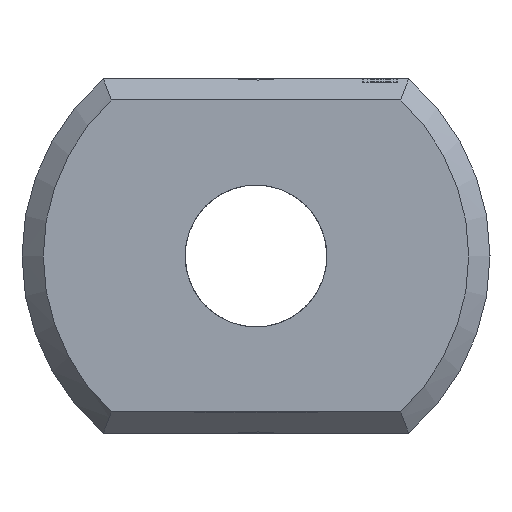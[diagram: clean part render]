
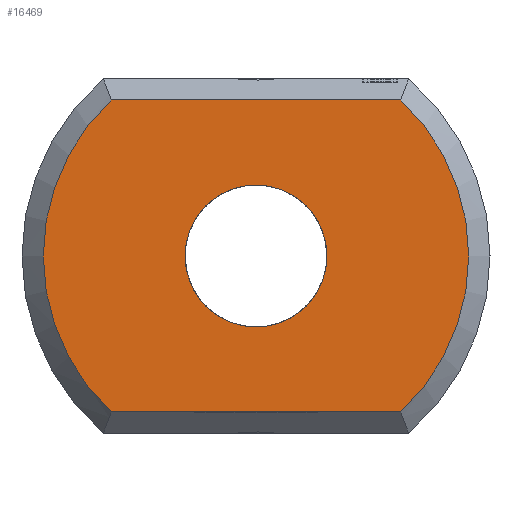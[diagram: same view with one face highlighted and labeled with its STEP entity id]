
A CAD part, left-side view. The second image highlights one B-rep face of the part: STEP entity #16469.
In plain terms, the highlighted planar face has unit normal (-1, 0, 0).
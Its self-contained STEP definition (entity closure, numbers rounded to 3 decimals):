
#4059 = VERTEX_POINT('',#4060);
#4060 = CARTESIAN_POINT('',(0.,-2.04,2.2));
#4069 = VERTEX_POINT('',#4070);
#4070 = CARTESIAN_POINT('',(0.,-2.04,-2.2));
#4077 = EDGE_CURVE('',#4059,#4069,#4078,.T.);
#4078 = CIRCLE('',#4079,3.);
#4079 = AXIS2_PLACEMENT_3D('',#4080,#4081,#4082);
#4080 = CARTESIAN_POINT('',(0.,0.,0.));
#4081 = DIRECTION('',(1.,0.,0.));
#4082 = DIRECTION('',(0.,-0.653,0.758)
  );
#5124 = VERTEX_POINT('',#5125);
#5125 = CARTESIAN_POINT('',(0.,2.04,2.2));
#5132 = EDGE_CURVE('',#4059,#5124,#5133,.T.);
#5133 = LINE('',#5134,#5135);
#5134 = CARTESIAN_POINT('',(0.,-2.154,2.2));
#5135 = VECTOR('',#5136,1.);
#5136 = DIRECTION('',(0.,1.,0.));
#16469 = ADVANCED_FACE('',(#16470,#16489),#16500,.F.);
#16470 = FACE_BOUND('',#16471,.F.);
#16471 = EDGE_LOOP('',(#16472,#16481,#16482,#16483));
#16472 = ORIENTED_EDGE('',*,*,#16473,.T.);
#16473 = EDGE_CURVE('',#16474,#5124,#16476,.T.);
#16474 = VERTEX_POINT('',#16475);
#16475 = CARTESIAN_POINT('',(0.,2.04,-2.2));
#16476 = CIRCLE('',#16477,3.);
#16477 = AXIS2_PLACEMENT_3D('',#16478,#16479,#16480);
#16478 = CARTESIAN_POINT('',(0.,0.,0.));
#16479 = DIRECTION('',(1.,0.,0.));
#16480 = DIRECTION('',(0.,0.653,-0.758)
  );
#16481 = ORIENTED_EDGE('',*,*,#5132,.F.);
#16482 = ORIENTED_EDGE('',*,*,#4077,.T.);
#16483 = ORIENTED_EDGE('',*,*,#16484,.T.);
#16484 = EDGE_CURVE('',#4069,#16474,#16485,.T.);
#16485 = LINE('',#16486,#16487);
#16486 = CARTESIAN_POINT('',(0.,-2.154,-2.2));
#16487 = VECTOR('',#16488,1.);
#16488 = DIRECTION('',(0.,1.,0.));
#16489 = FACE_BOUND('',#16490,.T.);
#16490 = EDGE_LOOP('',(#16491));
#16491 = ORIENTED_EDGE('',*,*,#16492,.T.);
#16492 = EDGE_CURVE('',#16493,#16493,#16495,.T.);
#16493 = VERTEX_POINT('',#16494);
#16494 = CARTESIAN_POINT('',(0.,1.,0.)
  );
#16495 = CIRCLE('',#16496,1.);
#16496 = AXIS2_PLACEMENT_3D('',#16497,#16498,#16499);
#16497 = CARTESIAN_POINT('',(0.,0.,0.));
#16498 = DIRECTION('',(1.,0.,0.));
#16499 = DIRECTION('',(0.,1.,0.));
#16500 = PLANE('',#16501);
#16501 = AXIS2_PLACEMENT_3D('',#16502,#16503,#16504);
#16502 = CARTESIAN_POINT('',(0.,0.,0.));
#16503 = DIRECTION('',(1.,0.,0.));
#16504 = DIRECTION('',(0.,0.,1.));
